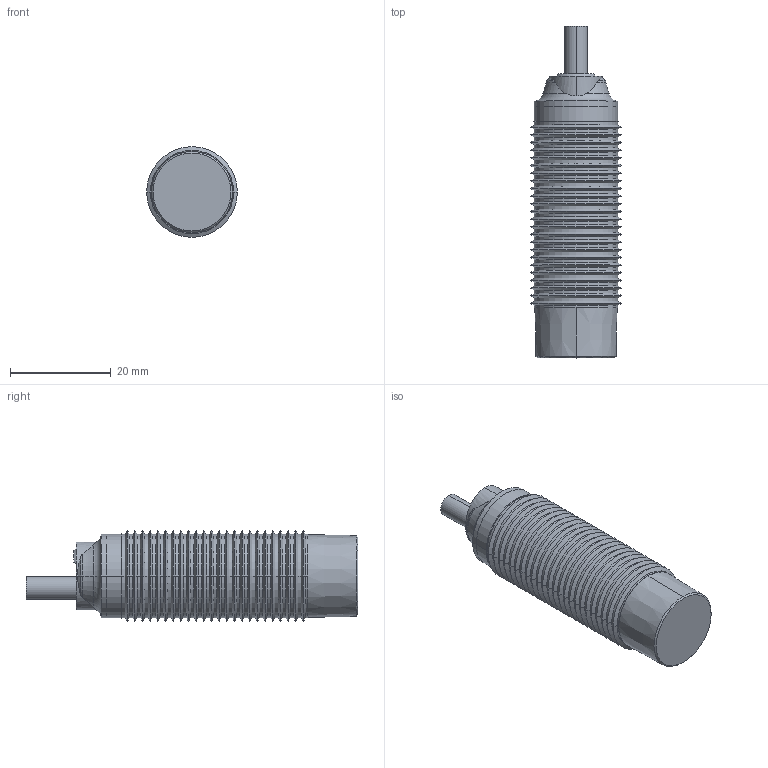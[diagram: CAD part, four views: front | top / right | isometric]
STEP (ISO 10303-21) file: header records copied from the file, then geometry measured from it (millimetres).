
FILE_DESCRIPTION(('STEP AP214'),'1');
FILE_NAME('cctmp_6341FEA3-9555-4CC4-9D0B-33B314D4B690_2020_11_4_12_59_42_993..stp','2020-11-04T11:59:43',('Pepperl+Fuchs GmbH'),('CADClick - www.CADClick.com'),'Spatial InterOp 3D',' ','unknown authorization');
FILE_SCHEMA(('AUTOMOTIVE_DESIGN { 1 0 10303 214 1 1 1 1 }'));
Length unit declared in the file: millimetre
Products named in the file (1): 1
Bounding box: 18 x 65.9 x 18 mm (x, y, z)
Volume: 10497.9 mm3; surface area: 5463.1 mm2
Topology: 2 solids, 3 shells, 200 faces, 409 edges, 220 vertices
Faces by surface type: cone 111, cylinder 62, plane 15, torus 10, bspline 2
Entity records: 6999 total; most frequent: CARTESIAN_POINT 1118, DIRECTION 993, ORIENTED_EDGE 816, EDGE_CURVE 408, AXIS2_PLACEMENT_3D 407, VERTEX_POINT 220, EDGE_LOOP 206, CIRCLE 205
